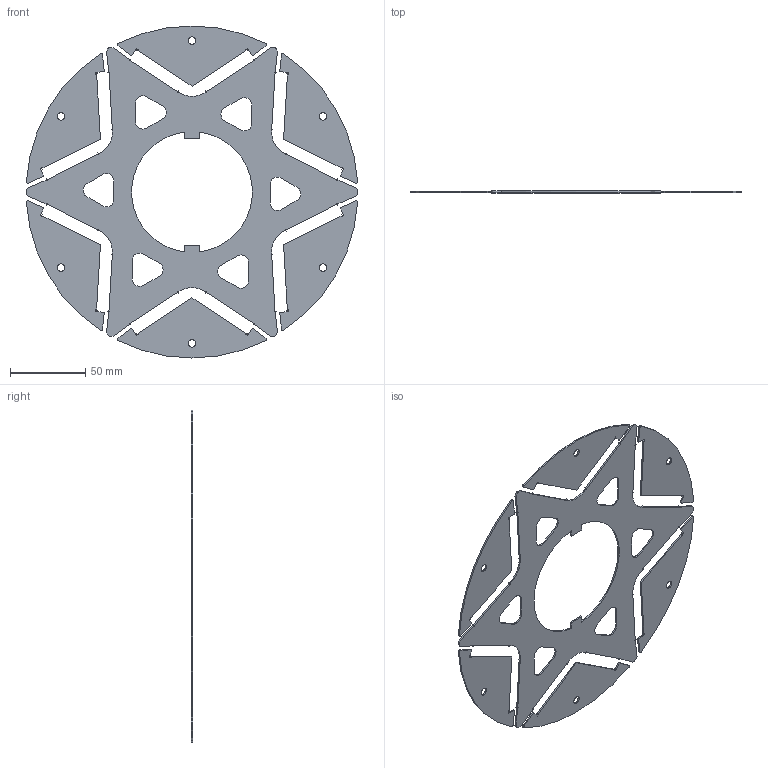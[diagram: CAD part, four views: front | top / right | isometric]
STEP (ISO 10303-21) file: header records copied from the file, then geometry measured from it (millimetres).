
FILE_DESCRIPTION(/* description */ (''),/* implementation_level */ '2;1');
FILE_NAME(/* name */ 'Rotor Laminate Inner v3.step',/* time_stamp */ '2022-03-24T17:31:08-04:00',/* author */ (''),/* organization */ (''),/* preprocessor_version */ 'ST-DEVELOPER v18.1',/* originating_system */ 'Autodesk Translation Framework v10.10.0.1391',/* authorisation */ '');
FILE_SCHEMA (('AUTOMOTIVE_DESIGN { 1 0 10303 214 3 1 1 }'));
Length unit declared in the file: millimetre
Products named in the file (2): Rotor Laminate Inner; Rotor Laminate_Rotor Hat
Assembly tree (6 placements, depth 2):
  Rotor Laminate Inner
    Rotor Laminate_Rotor Hat  x6
Bounding box: 220 x 1 x 220 mm (x, y, z)
Volume: 25999.3 mm3; surface area: 54981.6 mm2
Topology: 7 solids, 7 shells, 324 faces, 930 edges, 620 vertices
Faces by surface type: plane 218, cylinder 90, bspline 16
Full cylindrical faces by diameter (mm): 5 x6
Entity records: 7864 total; most frequent: CARTESIAN_POINT 1536, ORIENTED_EDGE 1380, DIRECTION 1230, EDGE_CURVE 690, LINE 538, VECTOR 538, VERTEX_POINT 460, AXIS2_PLACEMENT_3D 346
